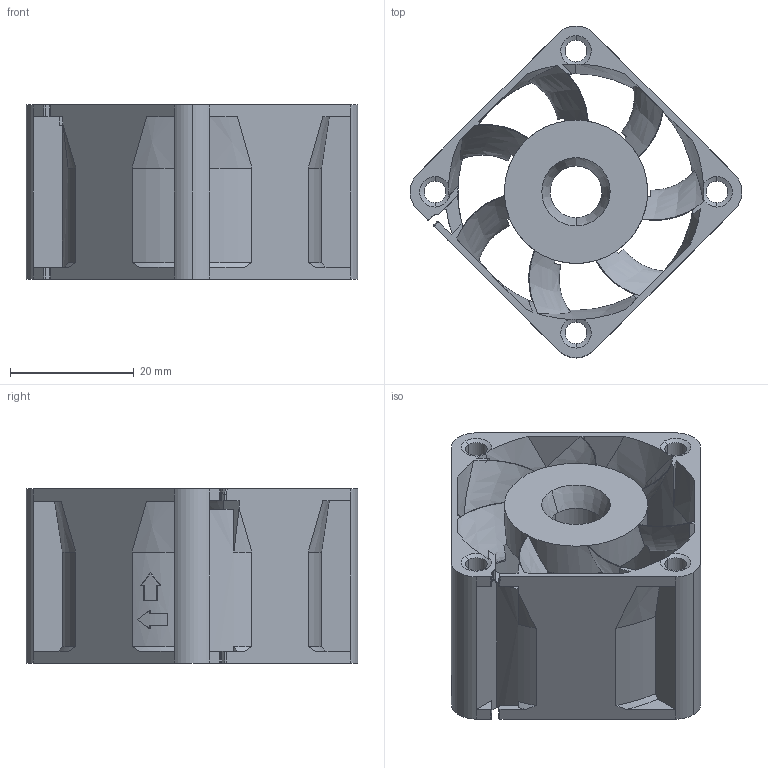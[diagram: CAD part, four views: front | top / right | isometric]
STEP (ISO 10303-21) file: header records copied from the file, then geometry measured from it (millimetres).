
FILE_DESCRIPTION (( 'STEP AP203' ), '1' );
FILE_NAME ('OD4028_m0_frame.stp', '2022-08-05T14:25:36', ( '' ), ( '' ), 'SwSTEP 2.0', 'SolidWorks 2018', '' );
FILE_SCHEMA (( 'CONFIG_CONTROL_DESIGN' ));
Length unit declared in the file: millimetre
Products named in the file (1): OD4028_m0_frame
Bounding box: 53.49 x 53.51 x 28.14 mm (x, y, z)
Volume: 9881.2 mm3; surface area: 13583.6 mm2
Topology: 1 solids, 1 shells, 258 faces, 746 edges, 481 vertices
Faces by surface type: plane 96, cylinder 77, cone 58, bspline 24, sphere 3
Entity records: 13612 total; most frequent: CARTESIAN_POINT 7079, ORIENTED_EDGE 1492, DIRECTION 1202, EDGE_CURVE 746, VERTEX_POINT 481, AXIS2_PLACEMENT_3D 479, EDGE_LOOP 273, B_SPLINE_CURVE_WITH_KNOTS 258
